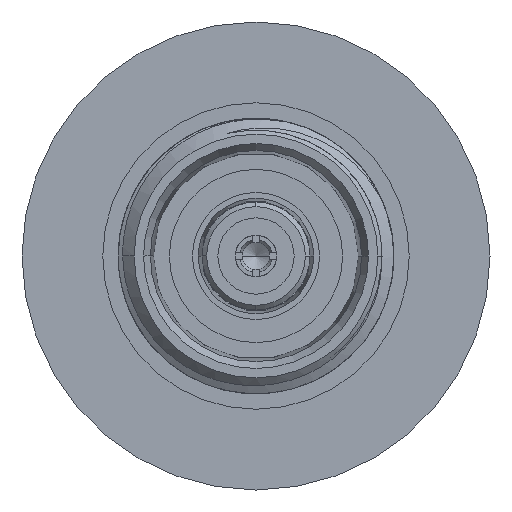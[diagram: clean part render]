
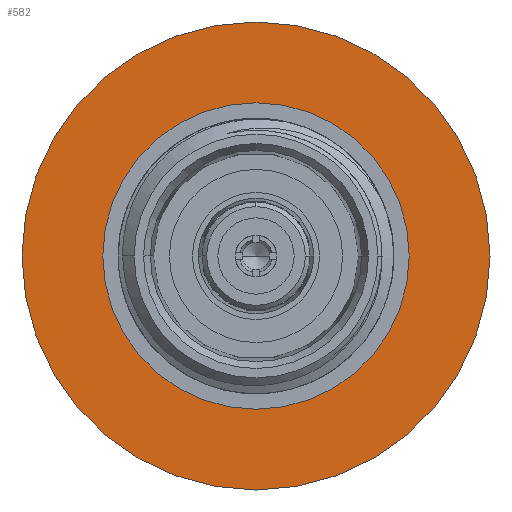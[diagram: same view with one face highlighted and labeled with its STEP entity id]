
A CAD part, left-side view. The second image highlights one B-rep face of the part: STEP entity #582.
In plain terms, the highlighted planar face has unit normal (-1, 0, 0).
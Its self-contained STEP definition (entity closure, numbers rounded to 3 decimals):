
#582=ADVANCED_FACE('',(#1381,#1382),#1383,.T.);
#1381=FACE_OUTER_BOUND('',#5595,.T.);
#1382=FACE_BOUND('',#5596,.T.);
#1383=PLANE('',#5597);
#5595=EDGE_LOOP('',(#16899,#16900));
#5596=EDGE_LOOP('',(#16901,#16902));
#5597=AXIS2_PLACEMENT_3D('',#16903,#16904,#16905);
#16899=ORIENTED_EDGE('',*,*,#19156,.T.);
#16900=ORIENTED_EDGE('',*,*,#19157,.T.);
#16901=ORIENTED_EDGE('',*,*,#19108,.T.);
#16902=ORIENTED_EDGE('',*,*,#19105,.F.);
#16903=CARTESIAN_POINT('',(2.794,0.,0.0));
#16904=DIRECTION('',(-1.0,0.0,0.0));
#16905=DIRECTION('',(0.0,1.0,0.0));
#19105=EDGE_CURVE('',#20502,#20504,#20505,.F.);
#19108=EDGE_CURVE('',#20502,#20504,#20508,.T.);
#19156=EDGE_CURVE('',#20582,#20583,#20584,.F.);
#19157=EDGE_CURVE('',#20583,#20582,#20585,.T.);
#20502=VERTEX_POINT('',#27286);
#20504=VERTEX_POINT('',#27289);
#20505=CIRCLE('',#27290,6.071);
#20508=CIRCLE('',#27294,6.071);
#20582=VERTEX_POINT('',#27418);
#20583=VERTEX_POINT('',#27419);
#20584=CIRCLE('',#27420,9.271);
#20585=CIRCLE('',#27421,9.271);
#27286=CARTESIAN_POINT('',(2.794,6.071,0.0));
#27289=CARTESIAN_POINT('',(2.794,-6.071,0.));
#27290=AXIS2_PLACEMENT_3D('',#34408,#34409,#34410);
#27294=AXIS2_PLACEMENT_3D('',#34412,#34413,#34414);
#27418=CARTESIAN_POINT('',(2.794,-9.271,0.));
#27419=CARTESIAN_POINT('',(2.794,9.271,0.0));
#27420=AXIS2_PLACEMENT_3D('',#34479,#34480,#34481);
#27421=AXIS2_PLACEMENT_3D('',#34482,#34483,#34484);
#34408=CARTESIAN_POINT('',(2.794,0.,0.0));
#34409=DIRECTION('',(1.0,0.0,-0.0));
#34410=DIRECTION('',(0.0,1.0,0.0));
#34412=CARTESIAN_POINT('',(2.794,0.,0.0));
#34413=DIRECTION('',(1.0,0.0,-0.0));
#34414=DIRECTION('',(0.0,1.0,0.0));
#34479=CARTESIAN_POINT('',(2.794,0.,0.0));
#34480=DIRECTION('',(1.0,0.0,-0.0));
#34481=DIRECTION('',(0.0,1.0,0.0));
#34482=CARTESIAN_POINT('',(2.794,0.,0.0));
#34483=DIRECTION('',(-1.0,0.0,0.0));
#34484=DIRECTION('',(0.0,1.0,0.0));
